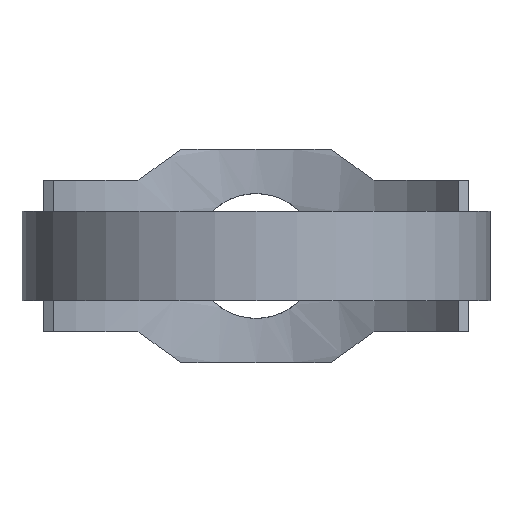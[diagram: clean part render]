
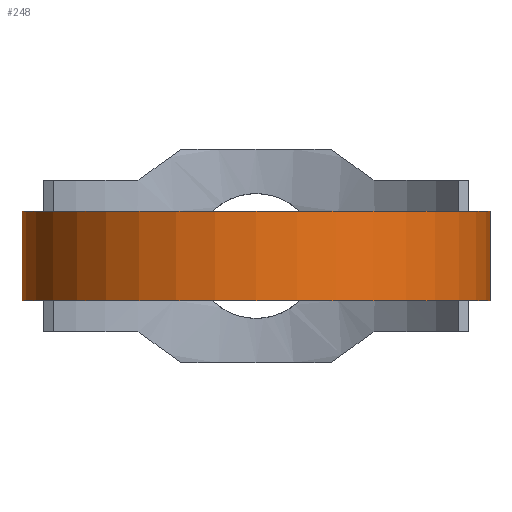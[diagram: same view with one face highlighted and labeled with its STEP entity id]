
A CAD part, front view. The second image highlights one B-rep face of the part: STEP entity #248.
In plain terms, the highlighted cylindrical face has radius 157.5 mm (diameter 315 mm), a partial arc.
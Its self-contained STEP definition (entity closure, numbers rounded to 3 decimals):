
#228 = VERTEX_POINT( '', #597 );
#248 = ADVANCED_FACE( '', ( #619 ), #620, .T. );
#256 = VERTEX_POINT( '', #628 );
#268 = EDGE_CURVE( '', #228, #436, #642, .T. );
#298 = EDGE_CURVE( '', #328, #256, #675, .T. );
#328 = VERTEX_POINT( '', #706 );
#420 = EDGE_CURVE( '', #436, #328, #808, .T. );
#436 = VERTEX_POINT( '', #825 );
#498 = EDGE_CURVE( '', #228, #256, #893, .T. );
#597 = CARTESIAN_POINT( '', ( -157.5, 0., -30. ) );
#619 = FACE_OUTER_BOUND( '', #1019, .T. );
#620 = CYLINDRICAL_SURFACE( '', #1020, 157.5 );
#628 = CARTESIAN_POINT( '', ( 157.5, 0., -30. ) );
#642 = LINE( '', #1049, #1050 );
#675 = LINE( '', #1094, #1095 );
#706 = CARTESIAN_POINT( '', ( 157.5, 0., 30. ) );
#808 = CIRCLE( '', #1433, 157.5 );
#825 = CARTESIAN_POINT( '', ( -157.5, 0., 30. ) );
#893 = CIRCLE( '', #1649, 157.5 );
#1019 = EDGE_LOOP( '', ( #1900, #1901, #1902, #1903 ) );
#1020 = AXIS2_PLACEMENT_3D( '', #1904, #1905, #1906 );
#1049 = CARTESIAN_POINT( '', ( -157.5, 0., 30. ) );
#1050 = VECTOR( '', #1933, 1. );
#1094 = CARTESIAN_POINT( '', ( 157.5, 0., 30. ) );
#1095 = VECTOR( '', #1981, 1. );
#1433 = AXIS2_PLACEMENT_3D( '', #2127, #2128, #2129 );
#1649 = AXIS2_PLACEMENT_3D( '', #2206, #2207, #2208 );
#1900 = ORIENTED_EDGE( '', *, *, #298, .F. );
#1901 = ORIENTED_EDGE( '', *, *, #420, .F. );
#1902 = ORIENTED_EDGE( '', *, *, #268, .F. );
#1903 = ORIENTED_EDGE( '', *, *, #498, .T. );
#1904 = CARTESIAN_POINT( '', ( 0., 0., 30. ) );
#1905 = DIRECTION( '', ( 0., 0., 1. ) );
#1906 = DIRECTION( '', ( 1., 0., 0. ) );
#1933 = DIRECTION( '', ( 0., 0., 1. ) );
#1981 = DIRECTION( '', ( 0., 0., -1. ) );
#2127 = CARTESIAN_POINT( '', ( 0., 0., 30. ) );
#2128 = DIRECTION( '', ( 0., 0., 1. ) );
#2129 = DIRECTION( '', ( 1., 0., 0. ) );
#2206 = CARTESIAN_POINT( '', ( 0., 0., -30. ) );
#2207 = DIRECTION( '', ( 0., 0., 1. ) );
#2208 = DIRECTION( '', ( 1., 0., 0. ) );
